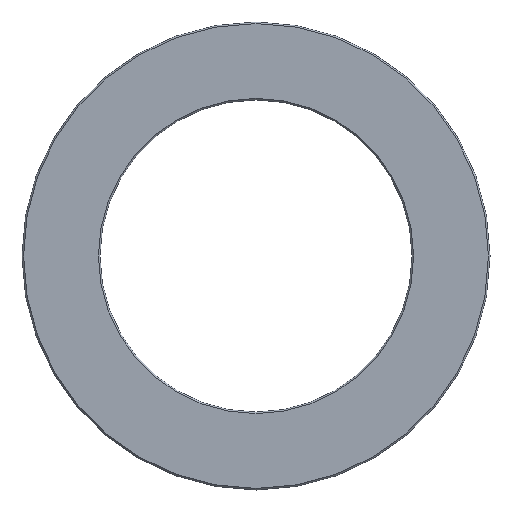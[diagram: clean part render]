
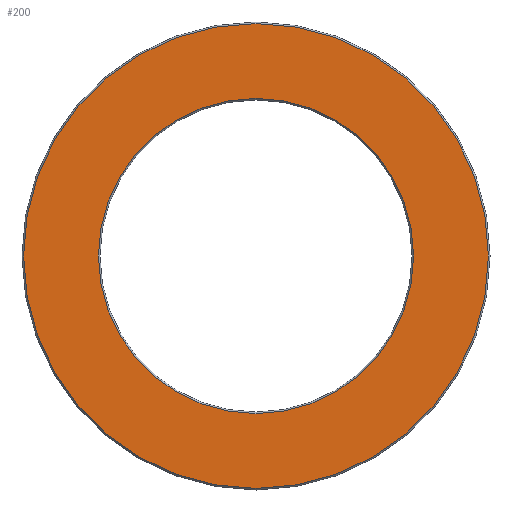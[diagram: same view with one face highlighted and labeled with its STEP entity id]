
A CAD part, front view. The second image highlights one B-rep face of the part: STEP entity #200.
In plain terms, the highlighted planar face has unit normal (0, -1, 0).
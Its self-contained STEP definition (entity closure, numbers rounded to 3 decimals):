
#11 = CARTESIAN_POINT ( 'NONE',  ( 0., -25., 0. ) ) ;
#12 = CARTESIAN_POINT ( 'NONE',  ( 0., -25., -447. ) ) ;
#22 = DIRECTION ( 'NONE',  ( 0., 0., 1. ) ) ;
#25 = ORIENTED_EDGE ( 'NONE', *, *, #281, .T. ) ;
#31 = CARTESIAN_POINT ( 'NONE',  ( 0., -25., 0. ) ) ;
#39 = CARTESIAN_POINT ( 'NONE',  ( 0., -25., 447. ) ) ;
#42 = DIRECTION ( 'NONE',  ( 0., -1., 0. ) ) ;
#44 = DIRECTION ( 'NONE',  ( 0., 0., 1. ) ) ;
#56 = EDGE_CURVE ( 'NONE', #297, #245, #139, .T. ) ;
#73 = DIRECTION ( 'NONE',  ( 0., 0., 1. ) ) ;
#99 = CIRCLE ( 'NONE', #380, 447. ) ;
#105 = PLANE ( 'NONE',  #371 ) ;
#113 = DIRECTION ( 'NONE',  ( 0., 1., 0. ) ) ;
#139 = CIRCLE ( 'NONE', #398, 303. ) ;
#154 = DIRECTION ( 'NONE',  ( 0., 0., 1. ) ) ;
#160 = CIRCLE ( 'NONE', #197, 447. ) ;
#162 = DIRECTION ( 'NONE',  ( 0., 1., 0. ) ) ;
#165 = CIRCLE ( 'NONE', #385, 303. ) ;
#177 = CARTESIAN_POINT ( 'NONE',  ( 0., -25., 303. ) ) ;
#189 = ORIENTED_EDGE ( 'NONE', *, *, #56, .T. ) ;
#197 = AXIS2_PLACEMENT_3D ( 'NONE', #11, #249, #154 ) ;
#200 = ADVANCED_FACE ( 'NONE', ( #406, #299 ), #105, .F. ) ;
#205 = EDGE_CURVE ( 'NONE', #245, #297, #165, .T. ) ;
#245 = VERTEX_POINT ( 'NONE', #315 ) ;
#249 = DIRECTION ( 'NONE',  ( 0., -1., 0. ) ) ;
#281 = EDGE_CURVE ( 'NONE', #426, #284, #99, .T. ) ;
#284 = VERTEX_POINT ( 'NONE', #39 ) ;
#297 = VERTEX_POINT ( 'NONE', #177 ) ;
#299 = FACE_OUTER_BOUND ( 'NONE', #395, .T. ) ;
#310 = ORIENTED_EDGE ( 'NONE', *, *, #431, .T. ) ;
#315 = CARTESIAN_POINT ( 'NONE',  ( 0., -25., -303. ) ) ;
#339 = CARTESIAN_POINT ( 'NONE',  ( 0., -25., 0. ) ) ;
#344 = DIRECTION ( 'NONE',  ( 0., 1., 0. ) ) ;
#363 = ORIENTED_EDGE ( 'NONE', *, *, #205, .T. ) ;
#371 = AXIS2_PLACEMENT_3D ( 'NONE', #339, #344, #378 ) ;
#378 = DIRECTION ( 'NONE',  ( 0., 0., 1. ) ) ;
#380 = AXIS2_PLACEMENT_3D ( 'NONE', #449, #42, #44 ) ;
#385 = AXIS2_PLACEMENT_3D ( 'NONE', #31, #113, #73 ) ;
#395 = EDGE_LOOP ( 'NONE', ( #310, #25 ) ) ;
#398 = AXIS2_PLACEMENT_3D ( 'NONE', #436, #162, #22 ) ;
#406 = FACE_BOUND ( 'NONE', #429, .T. ) ;
#426 = VERTEX_POINT ( 'NONE', #12 ) ;
#429 = EDGE_LOOP ( 'NONE', ( #363, #189 ) ) ;
#431 = EDGE_CURVE ( 'NONE', #284, #426, #160, .T. ) ;
#436 = CARTESIAN_POINT ( 'NONE',  ( 0., -25., 0. ) ) ;
#449 = CARTESIAN_POINT ( 'NONE',  ( 0., -25., 0. ) ) ;
